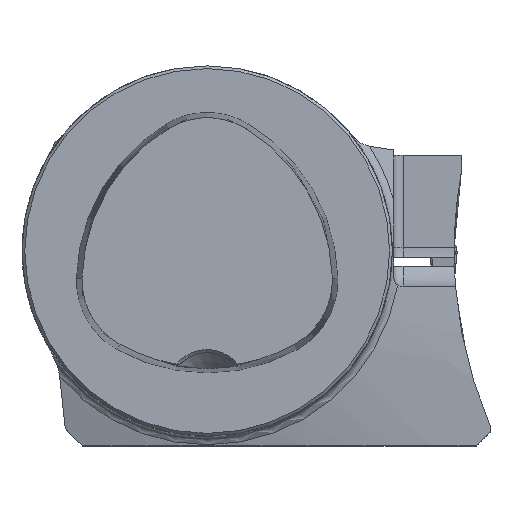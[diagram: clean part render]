
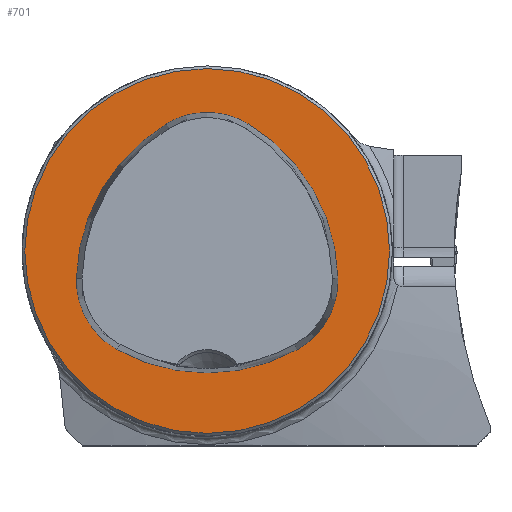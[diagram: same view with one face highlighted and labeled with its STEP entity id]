
A CAD part, top view. The second image highlights one B-rep face of the part: STEP entity #701.
In plain terms, the highlighted planar face has unit normal (0, 0, 1).
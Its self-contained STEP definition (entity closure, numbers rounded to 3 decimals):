
#154=FACE_BOUND('',#1030,.T.);
#155=FACE_BOUND('',#1031,.T.);
#258=PLANE('',#2983);
#701=ADVANCED_FACE('CU_FL_N1_SU_1',(#154,#155),#258,.T.);
#1030=EDGE_LOOP('',(#1483,#1484,#1485,#1486,#1487,#1488));
#1031=EDGE_LOOP('',(#1489));
#1177=CIRCLE('',#2974,20.063);
#1179=CIRCLE('',#2977,20.063);
#1180=CIRCLE('',#2978,8.563);
#1181=CIRCLE('',#2979,8.563);
#1182=CIRCLE('',#2980,20.063);
#1183=CIRCLE('',#2981,8.563);
#1184=CIRCLE('',#2982,19.7);
#1483=ORIENTED_EDGE('',*,*,#2501,.F.);
#1484=ORIENTED_EDGE('',*,*,#2502,.F.);
#1485=ORIENTED_EDGE('',*,*,#2494,.F.);
#1486=ORIENTED_EDGE('',*,*,#2503,.F.);
#1487=ORIENTED_EDGE('',*,*,#2504,.F.);
#1488=ORIENTED_EDGE('',*,*,#2505,.F.);
#1489=ORIENTED_EDGE('',*,*,#2506,.T.);
#2190=VERTEX_POINT('',#4671);
#2191=VERTEX_POINT('',#4673);
#2197=VERTEX_POINT('',#4705);
#2198=VERTEX_POINT('',#4706);
#2199=VERTEX_POINT('',#4709);
#2200=VERTEX_POINT('',#4711);
#2201=VERTEX_POINT('',#4714);
#2494=EDGE_CURVE('',#2190,#2191,#1177,.T.);
#2501=EDGE_CURVE('',#2197,#2198,#1179,.T.);
#2502=EDGE_CURVE('',#2191,#2197,#1180,.T.);
#2503=EDGE_CURVE('',#2199,#2190,#1181,.T.);
#2504=EDGE_CURVE('',#2200,#2199,#1182,.T.);
#2505=EDGE_CURVE('',#2198,#2200,#1183,.T.);
#2506=EDGE_CURVE('',#2201,#2201,#1184,.T.);
#2974=AXIS2_PLACEMENT_3D('',#4672,#3375,#3376);
#2977=AXIS2_PLACEMENT_3D('',#4704,#3382,#3383);
#2978=AXIS2_PLACEMENT_3D('',#4707,#3384,#3385);
#2979=AXIS2_PLACEMENT_3D('',#4708,#3386,#3387);
#2980=AXIS2_PLACEMENT_3D('',#4710,#3388,#3389);
#2981=AXIS2_PLACEMENT_3D('',#4712,#3390,#3391);
#2982=AXIS2_PLACEMENT_3D('',#4713,#3392,#3393);
#2983=AXIS2_PLACEMENT_3D('',#4715,#3394,#3395);
#3375=DIRECTION('',(0.,0.,1.));
#3376=DIRECTION('',(-1.,0.,0.));
#3382=DIRECTION('',(0.,0.,1.));
#3383=DIRECTION('',(-1.,0.,0.));
#3384=DIRECTION('',(0.,0.,1.));
#3385=DIRECTION('',(-1.,0.,0.));
#3386=DIRECTION('',(0.,0.,1.));
#3387=DIRECTION('',(-1.,0.,0.));
#3388=DIRECTION('',(0.,0.,1.));
#3389=DIRECTION('',(-1.,0.,0.));
#3390=DIRECTION('',(0.,0.,1.));
#3391=DIRECTION('',(-1.,0.,0.));
#3392=DIRECTION('',(0.,0.,1.));
#3393=DIRECTION('',(-1.,0.,0.));
#3394=DIRECTION('',(0.,0.,1.));
#3395=DIRECTION('',(-1.,0.,0.));
#4671=CARTESIAN_POINT('',(-9.704,-10.66,0.));
#4672=CARTESIAN_POINT('',(0.,6.9,0.));
#4673=CARTESIAN_POINT('',(9.704,-10.66,0.));
#4704=CARTESIAN_POINT('',(-5.934,-3.451,0.));
#4705=CARTESIAN_POINT('',(14.123,-2.953,0.));
#4706=CARTESIAN_POINT('',(4.418,13.735,0.));
#4707=CARTESIAN_POINT('',(5.562,-3.165,0.));
#4708=CARTESIAN_POINT('',(-5.562,-3.165,0.));
#4709=CARTESIAN_POINT('',(-14.123,-2.953,0.));
#4710=CARTESIAN_POINT('',(5.934,-3.451,0.));
#4711=CARTESIAN_POINT('',(-4.418,13.735,0.));
#4712=CARTESIAN_POINT('',(0.,6.4,0.));
#4713=CARTESIAN_POINT('',(0.,0.,0.));
#4714=CARTESIAN_POINT('',(-19.7,0.,0.));
#4715=CARTESIAN_POINT('',(0.,0.,0.));
